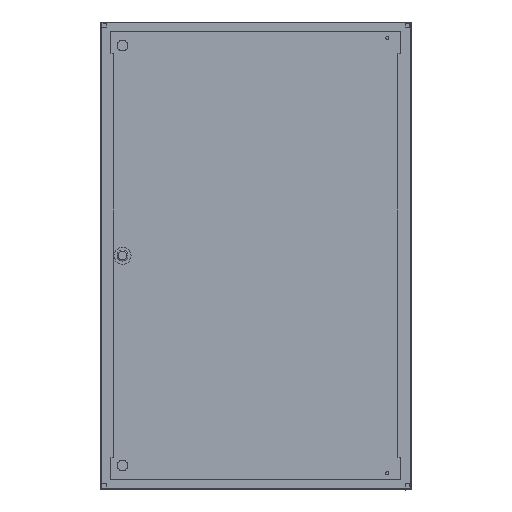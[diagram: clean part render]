
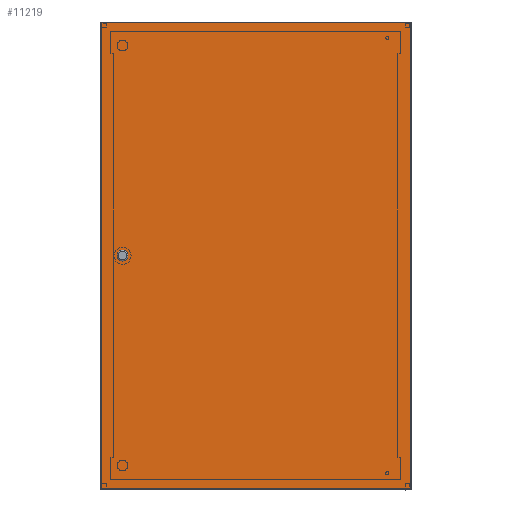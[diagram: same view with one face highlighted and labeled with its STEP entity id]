
A CAD part, top view. The second image highlights one B-rep face of the part: STEP entity #11219.
In plain terms, the highlighted face is planar.
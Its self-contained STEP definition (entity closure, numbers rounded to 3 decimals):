
#142 = CARTESIAN_POINT ( 'NONE',  ( 397.5, 599.25, 0. ) ) ;
#652 = LINE ( 'NONE', #5198, #10712 ) ;
#675 = DIRECTION ( 'NONE',  ( 0., 0., -1. ) ) ;
#765 = LINE ( 'NONE', #5253, #2846 ) ;
#873 = CARTESIAN_POINT ( 'NONE',  ( -397.5, 599.25, 0. ) ) ;
#1238 = DIRECTION ( 'NONE',  ( -1., 0., 0. ) ) ;
#1692 = VECTOR ( 'NONE', #14700, 1000. ) ;
#1808 = FACE_BOUND ( 'NONE', #2941, .T. ) ;
#1848 = AXIS2_PLACEMENT_3D ( 'NONE', #3515, #3437, #1238 ) ;
#2543 = ORIENTED_EDGE ( 'NONE', *, *, #3381, .F. ) ;
#2846 = VECTOR ( 'NONE', #12210, 1000. ) ;
#2941 = EDGE_LOOP ( 'NONE', ( #9669, #10448 ) ) ;
#3381 = EDGE_CURVE ( 'NONE', #6811, #6742, #12267, .T. ) ;
#3437 = DIRECTION ( 'NONE',  ( 0., 0., -1. ) ) ;
#3515 = CARTESIAN_POINT ( 'NONE',  ( 342.5, 0., 0. ) ) ;
#3814 = CARTESIAN_POINT ( 'NONE',  ( 397.5, -599.25, 0. ) ) ;
#4138 = LINE ( 'NONE', #13454, #13540 ) ;
#4702 = CIRCLE ( 'NONE', #11528, 14. ) ;
#4855 = EDGE_CURVE ( 'NONE', #6742, #13001, #652, .T. ) ;
#5198 = CARTESIAN_POINT ( 'NONE',  ( 397.5, 599.25, 0. ) ) ;
#5253 = CARTESIAN_POINT ( 'NONE',  ( -397.5, 599.25, 0. ) ) ;
#5276 = DIRECTION ( 'NONE',  ( 0., 1., 0. ) ) ;
#5299 = CARTESIAN_POINT ( 'NONE',  ( 0., 0., 0. ) ) ;
#5315 = ORIENTED_EDGE ( 'NONE', *, *, #14921, .F. ) ;
#6051 = VERTEX_POINT ( 'NONE', #873 ) ;
#6387 = FACE_OUTER_BOUND ( 'NONE', #9505, .T. ) ;
#6473 = CARTESIAN_POINT ( 'NONE',  ( 397.5, -599.25, 0. ) ) ;
#6607 = ORIENTED_EDGE ( 'NONE', *, *, #4855, .F. ) ;
#6742 = VERTEX_POINT ( 'NONE', #3814 ) ;
#6811 = VERTEX_POINT ( 'NONE', #7263 ) ;
#7263 = CARTESIAN_POINT ( 'NONE',  ( -397.5, -599.25, 0. ) ) ;
#7390 = PLANE ( 'NONE',  #9622 ) ;
#7713 = VERTEX_POINT ( 'NONE', #10793 ) ;
#8105 = EDGE_CURVE ( 'NONE', #6051, #6811, #765, .T. ) ;
#8395 = DIRECTION ( 'NONE',  ( -1., 0., 0. ) ) ;
#9505 = EDGE_LOOP ( 'NONE', ( #9542, #5315, #6607, #2543 ) ) ;
#9542 = ORIENTED_EDGE ( 'NONE', *, *, #8105, .F. ) ;
#9622 = AXIS2_PLACEMENT_3D ( 'NONE', #5299, #675, #11042 ) ;
#9669 = ORIENTED_EDGE ( 'NONE', *, *, #12664, .F. ) ;
#10448 = ORIENTED_EDGE ( 'NONE', *, *, #11969, .F. ) ;
#10712 = VECTOR ( 'NONE', #5276, 1000. ) ;
#10793 = CARTESIAN_POINT ( 'NONE',  ( 328.5, 0., 0. ) ) ;
#10977 = CARTESIAN_POINT ( 'NONE',  ( 342.5, 0., 0. ) ) ;
#11042 = DIRECTION ( 'NONE',  ( -1., 0., 0. ) ) ;
#11105 = CIRCLE ( 'NONE', #1848, 14. ) ;
#11219 = ADVANCED_FACE ( 'NONE', ( #1808, #6387 ), #7390, .T. ) ;
#11528 = AXIS2_PLACEMENT_3D ( 'NONE', #10977, #14190, #8395 ) ;
#11969 = EDGE_CURVE ( 'NONE', #7713, #13434, #11105, .T. ) ;
#12210 = DIRECTION ( 'NONE',  ( 0., -1., 0. ) ) ;
#12267 = LINE ( 'NONE', #6473, #1692 ) ;
#12314 = DIRECTION ( 'NONE',  ( -1., 0., 0. ) ) ;
#12664 = EDGE_CURVE ( 'NONE', #13434, #7713, #4702, .T. ) ;
#12931 = CARTESIAN_POINT ( 'NONE',  ( 356.5, 0., 0. ) ) ;
#13001 = VERTEX_POINT ( 'NONE', #142 ) ;
#13434 = VERTEX_POINT ( 'NONE', #12931 ) ;
#13454 = CARTESIAN_POINT ( 'NONE',  ( 397.5, 599.25, 0. ) ) ;
#13540 = VECTOR ( 'NONE', #12314, 1000. ) ;
#14190 = DIRECTION ( 'NONE',  ( 0., 0., -1. ) ) ;
#14700 = DIRECTION ( 'NONE',  ( 1., 0., 0. ) ) ;
#14921 = EDGE_CURVE ( 'NONE', #13001, #6051, #4138, .T. ) ;
